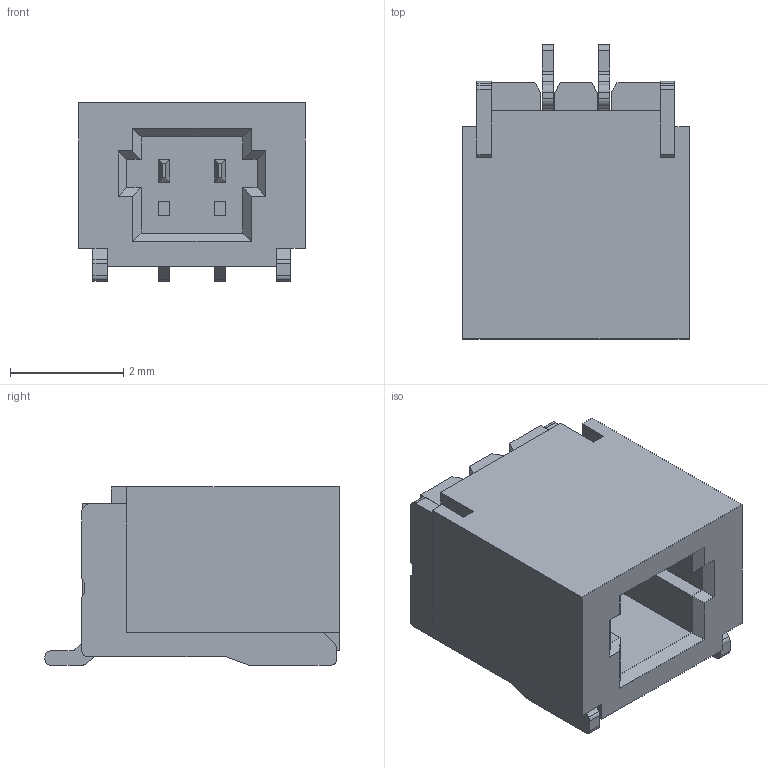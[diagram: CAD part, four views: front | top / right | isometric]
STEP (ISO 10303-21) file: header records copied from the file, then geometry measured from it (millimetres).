
FILE_DESCRIPTION(/* description */ (''),/* implementation_level */ '2;1');
FILE_NAME(/* name */ 'sh1.0_01x02p_hori.step',/* time_stamp */ '2023-04-23T02:10:12+08:00',/* author */ (''),/* organization */ (''),/* preprocessor_version */ 'ST-DEVELOPER v19.2',/* originating_system */ 'Autodesk Translation Framework v12.4.0.73',/* authorisation */ '');
FILE_SCHEMA (('AUTOMOTIVE_DESIGN { 1 0 10303 214 3 1 1 }'));
Length unit declared in the file: millimetre
Products named in the file (3): CN4; CONN-SMD_2P-P1.00_HDGC_1.0K-BH-2PWB; COMPOUND (3)
Assembly tree (2 placements, depth 3):
  CN4
    CONN-SMD_2P-P1.00_HDGC_1.0K-BH-2PWB
      COMPOUND (3)
Bounding box: 4 x 5.2 x 3.15 mm (x, y, z)
Volume: 39.5 mm3; surface area: 206.3 mm2
Topology: 16 solids, 16 shells, 467 faces, 1246 edges, 824 vertices
Faces by surface type: plane 319, bspline 112, cylinder 36
Entity records: 15648 total; most frequent: CARTESIAN_POINT 3840, ORIENTED_EDGE 2492, DIRECTION 1994, EDGE_CURVE 1246, LINE 950, VECTOR 950, VERTEX_POINT 824, AXIS2_PLACEMENT_3D 522
